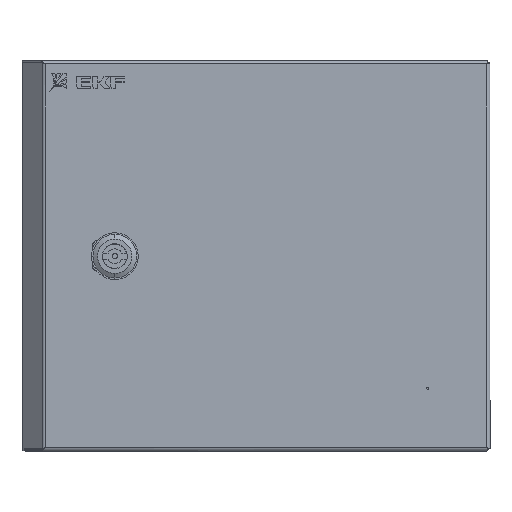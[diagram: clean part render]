
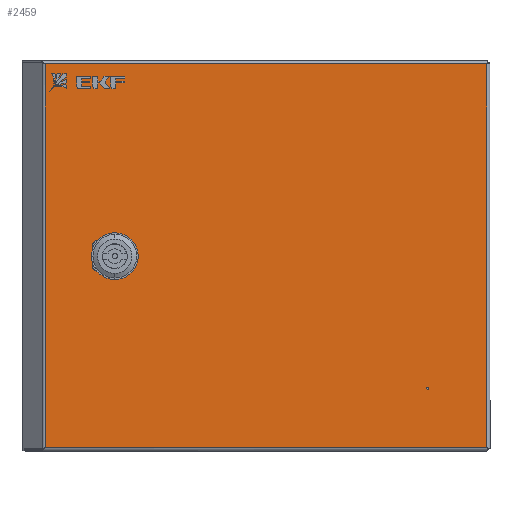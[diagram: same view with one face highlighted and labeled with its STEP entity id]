
A CAD part, top view. The second image highlights one B-rep face of the part: STEP entity #2459.
In plain terms, the highlighted face is planar.
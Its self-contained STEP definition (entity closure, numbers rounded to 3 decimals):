
#31 = ORIENTED_EDGE ( 'NONE', *, *, #23892, .F. ) ;
#73 = DIRECTION ( 'NONE',  ( 0., 0., -1. ) ) ;
#372 = ORIENTED_EDGE ( 'NONE', *, *, #19150, .T. ) ;
#692 = EDGE_CURVE ( 'NONE', #6996, #5872, #18711, .T. ) ;
#695 = ORIENTED_EDGE ( 'NONE', *, *, #692, .T. ) ;
#790 = CARTESIAN_POINT ( 'NONE',  ( 246., 0., 38.25 ) ) ;
#1106 = VECTOR ( 'NONE', #5636, 1000. ) ;
#1220 = AXIS2_PLACEMENT_3D ( 'NONE', #8166, #1549, #10737 ) ;
#1549 = DIRECTION ( 'NONE',  ( 0., -1., 0. ) ) ;
#1985 = CARTESIAN_POINT ( 'NONE',  ( 34.5, 0., 114. ) ) ;
#2459 = ADVANCED_FACE ( 'NONE', ( #24000, #13930, #18916 ), #4570, .T. ) ;
#2771 = DIRECTION ( 'NONE',  ( 0., 0., 1. ) ) ;
#2814 = VERTEX_POINT ( 'NONE', #17495 ) ;
#3433 = ORIENTED_EDGE ( 'NONE', *, *, #10948, .F. ) ;
#3548 = VERTEX_POINT ( 'NONE', #24264 ) ;
#3601 = LINE ( 'NONE', #10503, #17471 ) ;
#3900 = DIRECTION ( 'NONE',  ( 1., 0., 0. ) ) ;
#4140 = LINE ( 'NONE', #10986, #23674 ) ;
#4187 = VERTEX_POINT ( 'NONE', #5445 ) ;
#4570 = PLANE ( 'NONE',  #1220 ) ;
#4812 = DIRECTION ( 'NONE',  ( 0., -1., 0. ) ) ;
#4906 = ORIENTED_EDGE ( 'NONE', *, *, #11778, .T. ) ;
#4996 = EDGE_CURVE ( 'NONE', #10708, #15115, #22610, .T. ) ;
#5058 = VERTEX_POINT ( 'NONE', #23838 ) ;
#5112 = EDGE_CURVE ( 'NONE', #14137, #2814, #23513, .T. ) ;
#5445 = CARTESIAN_POINT ( 'NONE',  ( 47., 0., 133.5 ) ) ;
#5632 = VECTOR ( 'NONE', #3900, 1000. ) ;
#5636 = DIRECTION ( 'NONE',  ( 1., 0., 0. ) ) ;
#5872 = VERTEX_POINT ( 'NONE', #8247 ) ;
#6014 = EDGE_CURVE ( 'NONE', #5872, #6996, #24383, .T. ) ;
#6718 = CARTESIAN_POINT ( 'NONE',  ( 246., 0., 38.75 ) ) ;
#6781 = CIRCLE ( 'NONE', #13337, 3.5 ) ;
#6996 = VERTEX_POINT ( 'NONE', #790 ) ;
#7674 = EDGE_CURVE ( 'NONE', #4187, #15204, #4140, .T. ) ;
#8122 = ORIENTED_EDGE ( 'NONE', *, *, #5112, .F. ) ;
#8166 = CARTESIAN_POINT ( 'NONE',  ( 0., 0., 247.5 ) ) ;
#8247 = CARTESIAN_POINT ( 'NONE',  ( 246., 0., 39.25 ) ) ;
#8486 = DIRECTION ( 'NONE',  ( 0., 0., 1. ) ) ;
#9325 = CARTESIAN_POINT ( 'NONE',  ( 34.5, 0., 114. ) ) ;
#9337 = AXIS2_PLACEMENT_3D ( 'NONE', #6718, #12280, #8486 ) ;
#9530 = DIRECTION ( 'NONE',  ( 0., 0., -1. ) ) ;
#9794 = ORIENTED_EDGE ( 'NONE', *, *, #6014, .T. ) ;
#9901 = CARTESIAN_POINT ( 'NONE',  ( 47., 0., 130. ) ) ;
#9948 = EDGE_CURVE ( 'NONE', #21070, #5058, #10272, .T. ) ;
#10272 = LINE ( 'NONE', #11124, #14661 ) ;
#10458 = AXIS2_PLACEMENT_3D ( 'NONE', #21747, #10488, #23666 ) ;
#10488 = DIRECTION ( 'NONE',  ( 0., -1., 0. ) ) ;
#10503 = CARTESIAN_POINT ( 'NONE',  ( 284., 0., 247.5 ) ) ;
#10580 = DIRECTION ( 'NONE',  ( 0., 1., 0. ) ) ;
#10708 = VERTEX_POINT ( 'NONE', #11564 ) ;
#10737 = DIRECTION ( 'NONE',  ( 0., 0., -1. ) ) ;
#10828 = DIRECTION ( 'NONE',  ( 0., 0., -1. ) ) ;
#10854 = EDGE_LOOP ( 'NONE', ( #14382, #8122, #31, #14673, #24364, #19930, #17742, #24184 ) ) ;
#10948 = EDGE_CURVE ( 'NONE', #21070, #18474, #3601, .T. ) ;
#10986 = CARTESIAN_POINT ( 'NONE',  ( 34.5, 0., 133.5 ) ) ;
#11124 = CARTESIAN_POINT ( 'NONE',  ( 284., 0., 246.75 ) ) ;
#11176 = VERTEX_POINT ( 'NONE', #9325 ) ;
#11418 = DIRECTION ( 'NONE',  ( 0., -1., 0. ) ) ;
#11564 = CARTESIAN_POINT ( 'NONE',  ( 47., 0., 114. ) ) ;
#11778 = EDGE_CURVE ( 'NONE', #5058, #3548, #23713, .T. ) ;
#11794 = DIRECTION ( 'NONE',  ( 0., 0., 1. ) ) ;
#12280 = DIRECTION ( 'NONE',  ( 0., 1., 0. ) ) ;
#12355 = CARTESIAN_POINT ( 'NONE',  ( 50.5, 0., 130. ) ) ;
#12537 = CARTESIAN_POINT ( 'NONE',  ( 284., 0., 0.75 ) ) ;
#12632 = CARTESIAN_POINT ( 'NONE',  ( 284., 0., 246.75 ) ) ;
#12666 = VECTOR ( 'NONE', #2771, 1000. ) ;
#12890 = EDGE_CURVE ( 'NONE', #2814, #11176, #6781, .T. ) ;
#12973 = CARTESIAN_POINT ( 'NONE',  ( 50.5, 0., 117.5 ) ) ;
#12981 = DIRECTION ( 'NONE',  ( -1., 0., 0. ) ) ;
#13337 = AXIS2_PLACEMENT_3D ( 'NONE', #16088, #4812, #17975 ) ;
#13930 = FACE_BOUND ( 'NONE', #10854, .T. ) ;
#14118 = CARTESIAN_POINT ( 'NONE',  ( 50.5, 0., 130. ) ) ;
#14137 = VERTEX_POINT ( 'NONE', #14168 ) ;
#14168 = CARTESIAN_POINT ( 'NONE',  ( 31., 0., 130. ) ) ;
#14240 = VECTOR ( 'NONE', #9530, 1000. ) ;
#14382 = ORIENTED_EDGE ( 'NONE', *, *, #12890, .F. ) ;
#14661 = VECTOR ( 'NONE', #12981, 1000. ) ;
#14673 = ORIENTED_EDGE ( 'NONE', *, *, #7674, .F. ) ;
#15115 = VERTEX_POINT ( 'NONE', #12973 ) ;
#15130 = EDGE_LOOP ( 'NONE', ( #4906, #372, #3433, #17378 ) ) ;
#15204 = VERTEX_POINT ( 'NONE', #16864 ) ;
#16088 = CARTESIAN_POINT ( 'NONE',  ( 34.5, 0., 117.5 ) ) ;
#16864 = CARTESIAN_POINT ( 'NONE',  ( 34.5, 0., 133.5 ) ) ;
#16877 = CARTESIAN_POINT ( 'NONE',  ( -2.154, 0., 0.75 ) ) ;
#17378 = ORIENTED_EDGE ( 'NONE', *, *, #9948, .T. ) ;
#17471 = VECTOR ( 'NONE', #21757, 1000. ) ;
#17495 = CARTESIAN_POINT ( 'NONE',  ( 31., 0., 117.5 ) ) ;
#17742 = ORIENTED_EDGE ( 'NONE', *, *, #4996, .F. ) ;
#17975 = DIRECTION ( 'NONE',  ( 0., 0., -1. ) ) ;
#18160 = AXIS2_PLACEMENT_3D ( 'NONE', #21822, #10580, #23750 ) ;
#18437 = VECTOR ( 'NONE', #10828, 1000. ) ;
#18474 = VERTEX_POINT ( 'NONE', #12537 ) ;
#18501 = DIRECTION ( 'NONE',  ( -1., 0., 0. ) ) ;
#18711 = CIRCLE ( 'NONE', #9337, 0.5 ) ;
#18916 = FACE_OUTER_BOUND ( 'NONE', #15130, .T. ) ;
#19150 = EDGE_CURVE ( 'NONE', #3548, #18474, #20035, .T. ) ;
#19417 = EDGE_LOOP ( 'NONE', ( #9794, #695 ) ) ;
#19470 = EDGE_CURVE ( 'NONE', #15115, #21538, #22680, .T. ) ;
#19930 = ORIENTED_EDGE ( 'NONE', *, *, #19470, .F. ) ;
#20035 = LINE ( 'NONE', #16877, #1106 ) ;
#20676 = LINE ( 'NONE', #1985, #5632 ) ;
#21070 = VERTEX_POINT ( 'NONE', #12632 ) ;
#21339 = EDGE_CURVE ( 'NONE', #21538, #4187, #21973, .T. ) ;
#21538 = VERTEX_POINT ( 'NONE', #12355 ) ;
#21747 = CARTESIAN_POINT ( 'NONE',  ( 47., 0., 117.5 ) ) ;
#21757 = DIRECTION ( 'NONE',  ( 0., 0., -1. ) ) ;
#21822 = CARTESIAN_POINT ( 'NONE',  ( 246., 0., 38.75 ) ) ;
#21973 = CIRCLE ( 'NONE', #22325, 3.5 ) ;
#22325 = AXIS2_PLACEMENT_3D ( 'NONE', #9901, #23068, #11794 ) ;
#22363 = EDGE_CURVE ( 'NONE', #11176, #10708, #20676, .T. ) ;
#22610 = CIRCLE ( 'NONE', #10458, 3.5 ) ;
#22624 = CIRCLE ( 'NONE', #23006, 3.5 ) ;
#22680 = LINE ( 'NONE', #14118, #12666 ) ;
#22704 = CARTESIAN_POINT ( 'NONE',  ( 34.5, 0., 130. ) ) ;
#22716 = CARTESIAN_POINT ( 'NONE',  ( 0.785, 0., 247.5 ) ) ;
#23006 = AXIS2_PLACEMENT_3D ( 'NONE', #22704, #11418, #73 ) ;
#23068 = DIRECTION ( 'NONE',  ( 0., -1., 0. ) ) ;
#23513 = LINE ( 'NONE', #23989, #18437 ) ;
#23666 = DIRECTION ( 'NONE',  ( 0., 0., -1. ) ) ;
#23674 = VECTOR ( 'NONE', #18501, 1000. ) ;
#23713 = LINE ( 'NONE', #22716, #14240 ) ;
#23750 = DIRECTION ( 'NONE',  ( 0., 0., 1. ) ) ;
#23838 = CARTESIAN_POINT ( 'NONE',  ( 0.785, 0., 246.75 ) ) ;
#23892 = EDGE_CURVE ( 'NONE', #15204, #14137, #22624, .T. ) ;
#23989 = CARTESIAN_POINT ( 'NONE',  ( 31., 0., 130. ) ) ;
#24000 = FACE_BOUND ( 'NONE', #19417, .T. ) ;
#24184 = ORIENTED_EDGE ( 'NONE', *, *, #22363, .F. ) ;
#24264 = CARTESIAN_POINT ( 'NONE',  ( 0.785, 0., 0.75 ) ) ;
#24364 = ORIENTED_EDGE ( 'NONE', *, *, #21339, .F. ) ;
#24383 = CIRCLE ( 'NONE', #18160, 0.5 ) ;
